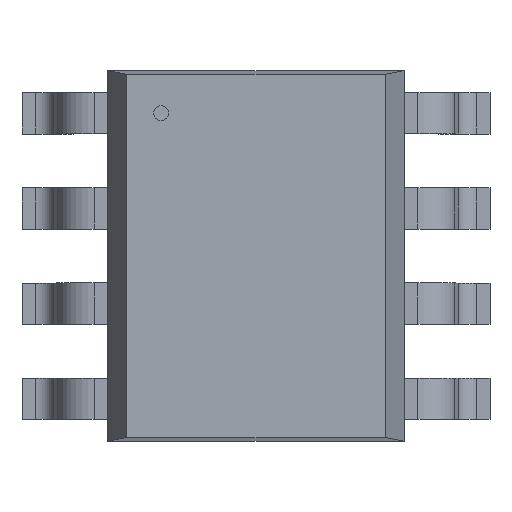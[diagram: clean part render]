
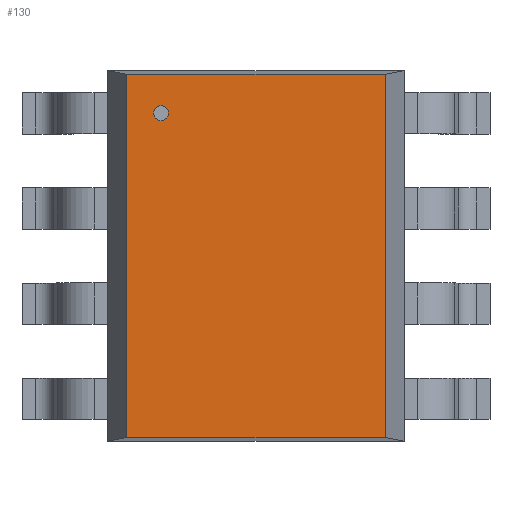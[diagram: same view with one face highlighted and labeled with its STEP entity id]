
A CAD part, top view. The second image highlights one B-rep face of the part: STEP entity #130.
In plain terms, the highlighted planar face has unit normal (0, 0, 1).
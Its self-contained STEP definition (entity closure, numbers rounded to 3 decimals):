
#130=ADVANCED_FACE('',(#136),#131,.T.);
#131=PLANE('',#132);
#132=AXIS2_PLACEMENT_3D('',#133,#134,#135);
#133=CARTESIAN_POINT('',(-1.727,-2.426,1.753));
#134=DIRECTION('',(0.0,0.0,1.0));
#135=DIRECTION('',(0.,1.,0.));
#136=FACE_OUTER_BOUND('',#137,.T.);
#137=EDGE_LOOP('',(#138,#148,#158,#168));
#141=CARTESIAN_POINT('',(1.727,-2.426,1.753));
#140=VERTEX_POINT('',#141);
#143=CARTESIAN_POINT('',(-1.727,-2.426,1.753));
#142=VERTEX_POINT('',#143);
#139=EDGE_CURVE('',#140,#142,#144,.T.);
#144=LINE('',#141,#146);
#146=VECTOR('',#147,3.454);
#147=DIRECTION('',(-1.0,0.0,0.0));
#138=ORIENTED_EDGE('',*,*,#139,.F.);
#151=CARTESIAN_POINT('',(1.727,2.426,1.753));
#150=VERTEX_POINT('',#151);
#149=EDGE_CURVE('',#150,#140,#154,.T.);
#154=LINE('',#151,#156);
#156=VECTOR('',#157,4.851);
#157=DIRECTION('',(0.0,-1.0,0.0));
#148=ORIENTED_EDGE('',*,*,#149,.F.);
#161=CARTESIAN_POINT('',(-1.727,2.426,1.753));
#160=VERTEX_POINT('',#161);
#159=EDGE_CURVE('',#160,#150,#164,.T.);
#164=LINE('',#161,#166);
#166=VECTOR('',#167,3.454);
#167=DIRECTION('',(1.0,0.0,0.0));
#158=ORIENTED_EDGE('',*,*,#159,.F.);
#169=EDGE_CURVE('',#142,#160,#174,.T.);
#174=LINE('',#143,#176);
#176=VECTOR('',#177,4.851);
#177=DIRECTION('',(0.0,1.0,0.0));
#168=ORIENTED_EDGE('',*,*,#169,.F.);
